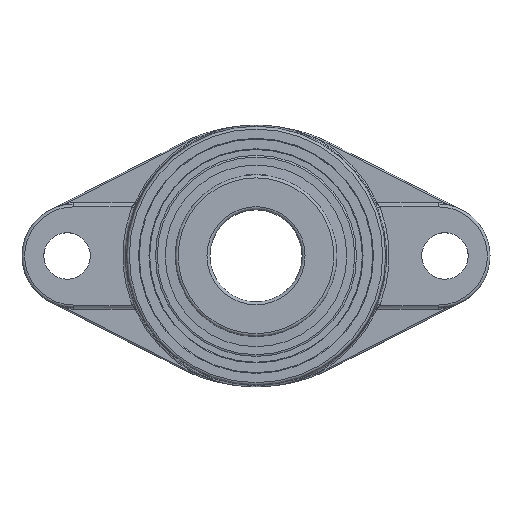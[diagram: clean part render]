
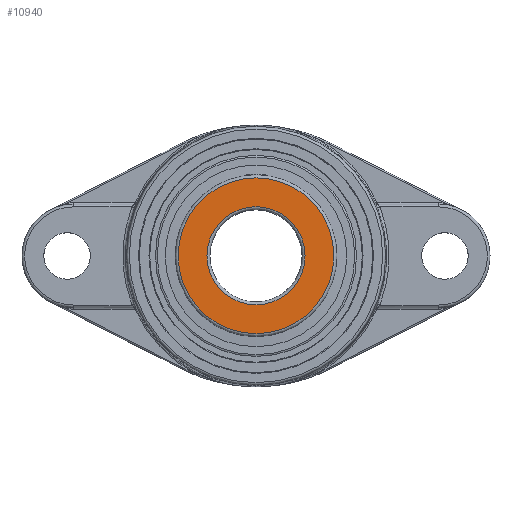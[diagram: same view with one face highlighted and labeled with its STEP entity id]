
A CAD part, top view. The second image highlights one B-rep face of the part: STEP entity #10940.
In plain terms, the highlighted face is planar.
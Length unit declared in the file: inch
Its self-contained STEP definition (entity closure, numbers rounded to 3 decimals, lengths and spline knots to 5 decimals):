
#10891=CARTESIAN_POINT('',(-0.66437,0.,0.));
#10892=VERTEX_POINT('',#10891);
#10902=CARTESIAN_POINT('',(0.,0.,0.));
#10903=DIRECTION('',(-0.,-0.,-1.));
#10904=DIRECTION('',(1.,-0.,-0.));
#10905=AXIS2_PLACEMENT_3D('',#10902,#10903,#10904);
#10906=CIRCLE('',#10905,0.66437);
#10907=EDGE_CURVE('',#10892,#10892,#10906,.T.);
#10912=CARTESIAN_POINT('',(0.,0.,0.));
#10913=DIRECTION('',(0.,0.,1.));
#10914=DIRECTION('',(1.,-0.,-0.));
#10915=AXIS2_PLACEMENT_3D('',#10912,#10913,#10914);
#10916=PLANE('',#10915);
#10917=CARTESIAN_POINT('',(-1.05513,0.,0.));
#10918=VERTEX_POINT('',#10917);
#10919=CARTESIAN_POINT('',(1.05513,-0.,-0.));
#10920=VERTEX_POINT('',#10919);
#10921=CARTESIAN_POINT('',(0.,0.,0.));
#10922=DIRECTION('',(0.,0.,1.));
#10923=DIRECTION('',(-1.,0.,0.));
#10924=AXIS2_PLACEMENT_3D('',#10921,#10922,#10923);
#10925=CIRCLE('',#10924,1.05513);
#10926=EDGE_CURVE('',#10918,#10920,#10925,.T.);
#10927=ORIENTED_EDGE('',*,*,#10926,.F.);
#10928=CARTESIAN_POINT('',(0.,0.,0.));
#10929=DIRECTION('',(0.,0.,1.));
#10930=DIRECTION('',(-1.,0.,0.));
#10931=AXIS2_PLACEMENT_3D('',#10928,#10929,#10930);
#10932=CIRCLE('',#10931,1.05513);
#10933=EDGE_CURVE('',#10920,#10918,#10932,.T.);
#10934=ORIENTED_EDGE('',*,*,#10933,.F.);
#10935=EDGE_LOOP('',(#10927,#10934));
#10936=FACE_BOUND('',#10935,.T.);
#10937=ORIENTED_EDGE('',*,*,#10907,.F.);
#10938=EDGE_LOOP('',(#10937));
#10939=FACE_BOUND('',#10938,.T.);
#10940=ADVANCED_FACE('',(#10936,#10939),#10916,.F.);
